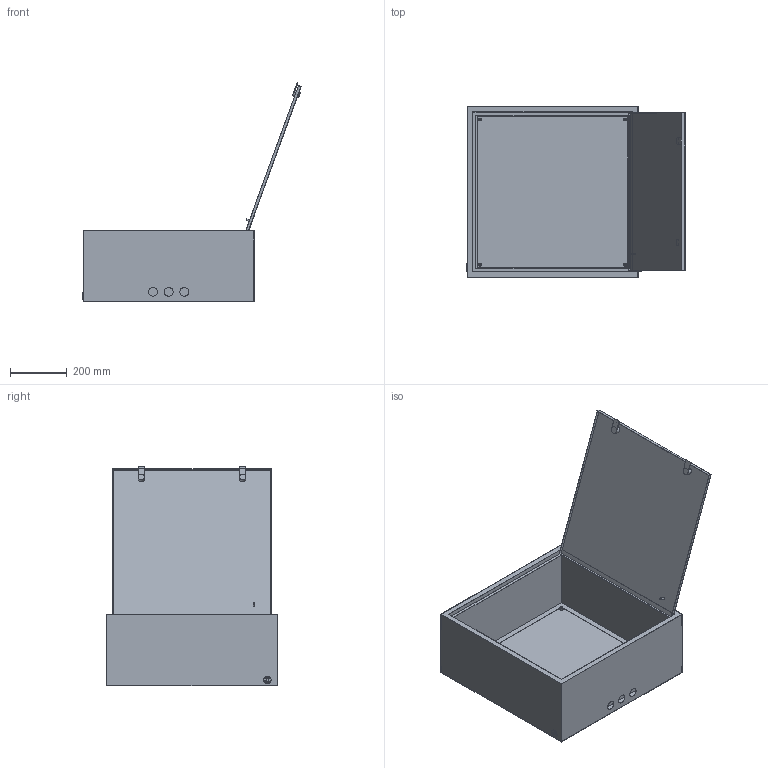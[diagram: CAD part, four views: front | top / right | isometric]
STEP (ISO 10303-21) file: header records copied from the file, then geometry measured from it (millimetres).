
FILE_DESCRIPTION (( 'STEP AP214' ), '1' );
FILE_NAME ('SHMP-6.6.2-0_ IP31.STEP', '2017-03-02T13:14:31', ( '' ), ( '' ), 'SwSTEP 2.0', 'SolidWorks 2014', '' );
FILE_SCHEMA (( 'AUTOMOTIVE_DESIGN' ));
Length unit declared in the file: millimetre
Products named in the file (5): Mont.Panel_6_6; Dver_6_6; Gaika_6; Obolochka_SHMP_6_6_2; SHMP-6.6.2-0_ IP31
Assembly tree (7 placements, depth 2):
  SHMP-6.6.2-0_ IP31
    Obolochka_SHMP_6_6_2
    Mont.Panel_6_6
    Dver_6_6
    Gaika_6  x4
Bounding box: 768 x 600 x 771.62 mm (x, y, z)
Volume: 1723874.6 mm3; surface area: 3411684.3 mm2
Topology: 8 solids, 8 shells, 194 faces, 464 edges, 304 vertices
Faces by surface type: plane 124, cylinder 54, cone 16
Entity records: 5031 total; most frequent: DIRECTION 856, CARTESIAN_POINT 822, ORIENTED_EDGE 784, EDGE_CURVE 392, AXIS2_PLACEMENT_3D 290, LINE 276, VECTOR 276, VERTEX_POINT 256
